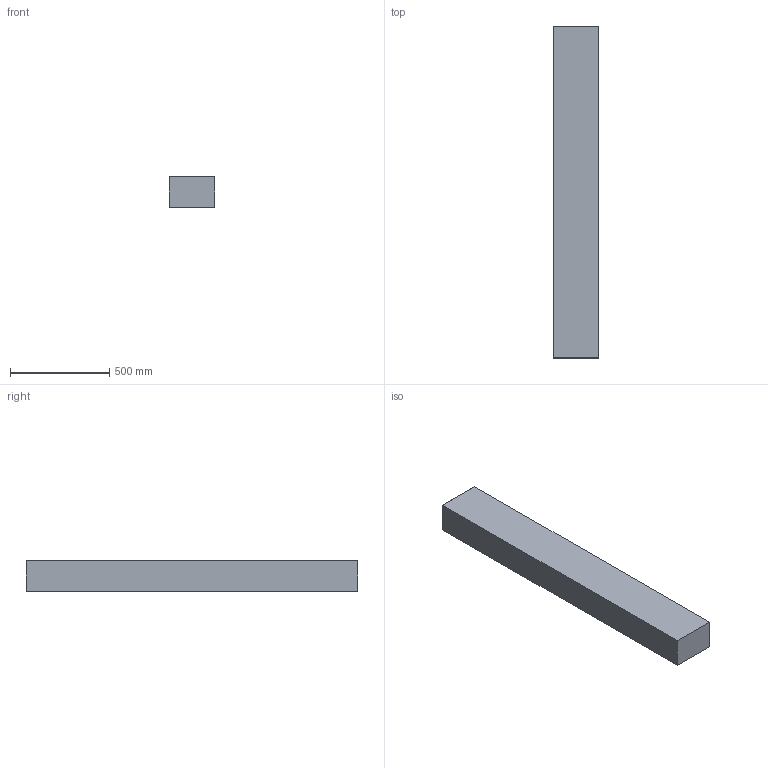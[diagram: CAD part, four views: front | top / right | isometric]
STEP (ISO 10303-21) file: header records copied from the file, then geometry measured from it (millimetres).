
FILE_DESCRIPTION(/* description */ (''),/* implementation_level */ '2;1');
FILE_NAME(/* name */ 'A - CAP - 1.step',/* time_stamp */ '2022-04-06T12:39:40-05:00',/* author */ (''),/* organization */ (''),/* preprocessor_version */ 'ST-DEVELOPER v18.1',/* originating_system */ 'Autodesk Translation Framework v10.14.0.1471',/* authorisation */ '');
FILE_SCHEMA (('AUTOMOTIVE_DESIGN { 1 0 10303 214 3 1 1 }'));
Length unit declared in the file: inch
Products named in the file (1): A - CAP - 1
Bounding box: 228.6 x 1674.2 x 152.4 mm (x, y, z)
Volume: 58290892.4 mm3; surface area: 1345101.6 mm2
Topology: 2 solids, 2 shells, 10 faces, 18 edges, 12 vertices
Faces by surface type: plane 9, cylinder 1
Entity records: 278 total; most frequent: DIRECTION 42, CARTESIAN_POINT 41, ORIENTED_EDGE 36, EDGE_CURVE 18, LINE 16, VECTOR 16, AXIS2_PLACEMENT_3D 13, VERTEX_POINT 12
